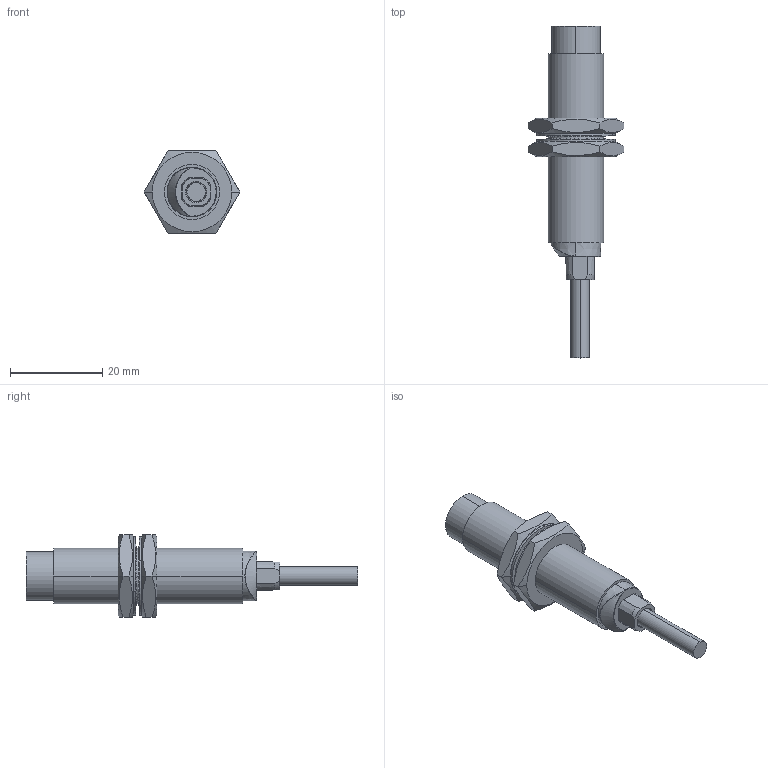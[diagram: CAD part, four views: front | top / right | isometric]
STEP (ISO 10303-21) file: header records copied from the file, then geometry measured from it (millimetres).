
FILE_DESCRIPTION((''),'2;1');
FILE_NAME('TYN12','2022-03-25T',('EDY'),(''),'CREO PARAMETRIC BY PTC INC, 2018070','CREO PARAMETRIC BY PTC INC, 2018070','');
FILE_SCHEMA(('CONFIG_CONTROL_DESIGN'));
Length unit declared in the file: millimetre
Products named in the file (1): TYN12
Bounding box: 20.78 x 72 x 18 mm (x, y, z)
Volume: 6823.2 mm3; surface area: 3967.1 mm2
Topology: 2 solids, 2 shells, 637 faces, 1669 edges, 1051 vertices
Faces by surface type: plane 497, cylinder 108, cone 26, bspline 4, torus 1, sphere 1
Entity records: 20513 total; most frequent: CARTESIAN_POINT 4902, ORIENTED_EDGE 3338, DIRECTION 3048, EDGE_CURVE 1669, VECTOR 1258, LINE 1258, VERTEX_POINT 1051, AXIS2_PLACEMENT_3D 895
